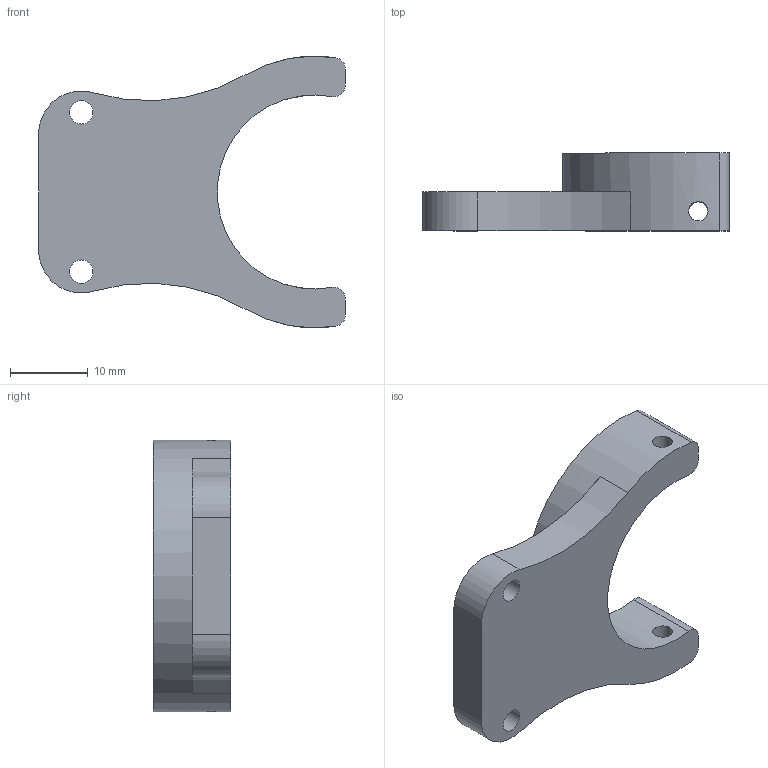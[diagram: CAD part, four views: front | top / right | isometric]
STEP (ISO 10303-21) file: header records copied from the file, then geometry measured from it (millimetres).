
FILE_DESCRIPTION(/* description */ (''),/* implementation_level */ '2;1');
FILE_NAME(/* name */ 'servoarmsfstner_v2 v1.step',/* time_stamp */ '2020-10-03T22:44:19+02:00',/* author */ (''),/* organization */ (''),/* preprocessor_version */ 'ST-DEVELOPER v18.1',/* originating_system */ 'Autodesk Translation Framework v9.3.0.1241',/* authorisation */ '');
FILE_SCHEMA (('AUTOMOTIVE_DESIGN { 1 0 10303 214 3 1 1 }'));
Length unit declared in the file: millimetre
Products named in the file (1): servoarmsfstner_v2
Bounding box: 39.5 x 10 x 35 mm (x, y, z)
Volume: 5006.5 mm3; surface area: 3003.4 mm2
Topology: 1 solids, 1 shells, 20 faces, 56 edges, 38 vertices
Faces by surface type: cylinder 14, plane 6
Full cylindrical faces by diameter (mm): 2.5 x2, 3 x2
Entity records: 840 total; most frequent: CARTESIAN_POINT 249, DIRECTION 118, ORIENTED_EDGE 112, EDGE_CURVE 56, AXIS2_PLACEMENT_3D 47, VERTEX_POINT 38, EDGE_LOOP 28, CIRCLE 26
